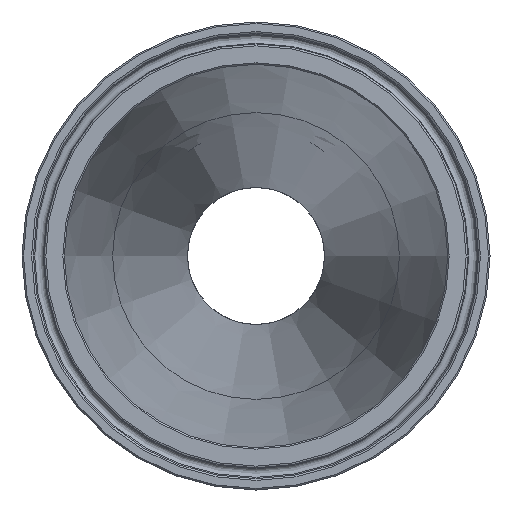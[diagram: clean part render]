
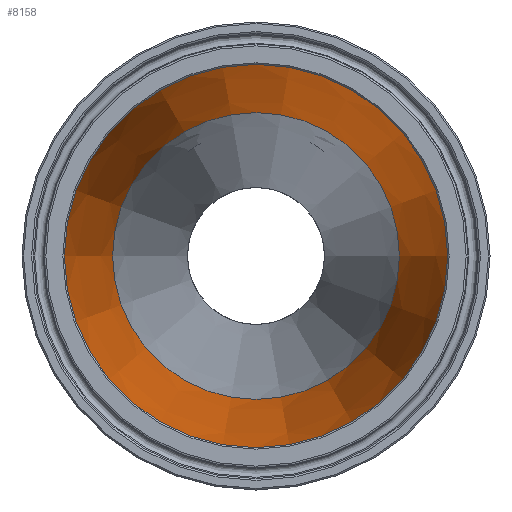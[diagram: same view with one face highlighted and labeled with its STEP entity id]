
A CAD part, left-side view. The second image highlights one B-rep face of the part: STEP entity #8158.
In plain terms, the highlighted conical face has half-angle 6.871 degrees and reference radius 42.57 mm.
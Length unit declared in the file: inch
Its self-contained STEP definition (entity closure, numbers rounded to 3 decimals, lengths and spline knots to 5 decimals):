
#176=FACE_BOUND('',#1555,.T.);
#1016=FACE_OUTER_BOUND('',#1554,.T.);
#1554=EDGE_LOOP('',(#7581));
#1555=EDGE_LOOP('',(#7582));
#2888=CIRCLE('',#8696,1.435);
#2889=CIRCLE('',#8698,1.917);
#4045=VERTEX_POINT('',#17226);
#4046=VERTEX_POINT('',#17229);
#5226=EDGE_CURVE('',#4045,#4045,#2888,.T.);
#5227=EDGE_CURVE('',#4046,#4046,#2889,.T.);
#7581=ORIENTED_EDGE('',*,*,#5227,.F.);
#7582=ORIENTED_EDGE('',*,*,#5226,.T.);
#7636=CONICAL_SURFACE('',#8697,1.676,6.871);
#8158=ADVANCED_FACE('',(#1016,#176),#7636,.F.);
#8696=AXIS2_PLACEMENT_3D('',#17227,#10327,#10328);
#8697=AXIS2_PLACEMENT_3D('',#17228,#10329,#10330);
#8698=AXIS2_PLACEMENT_3D('',#17230,#10331,#10332);
#10327=DIRECTION('center_axis',(1.,0.,0.));
#10328=DIRECTION('ref_axis',(0.,-1.,0.));
#10329=DIRECTION('center_axis',(-1.,0.,0.));
#10330=DIRECTION('ref_axis',(0.,-1.,0.));
#10331=DIRECTION('center_axis',(1.,0.,0.));
#10332=DIRECTION('ref_axis',(0.,-1.,0.));
#17226=CARTESIAN_POINT('',(4.625,-1.435,0.));
#17227=CARTESIAN_POINT('Origin',(4.625,0.,0.));
#17228=CARTESIAN_POINT('Origin',(2.625,0.,0.));
#17229=CARTESIAN_POINT('',(0.625,-1.917,0.));
#17230=CARTESIAN_POINT('Origin',(0.625,0.,
0.));
